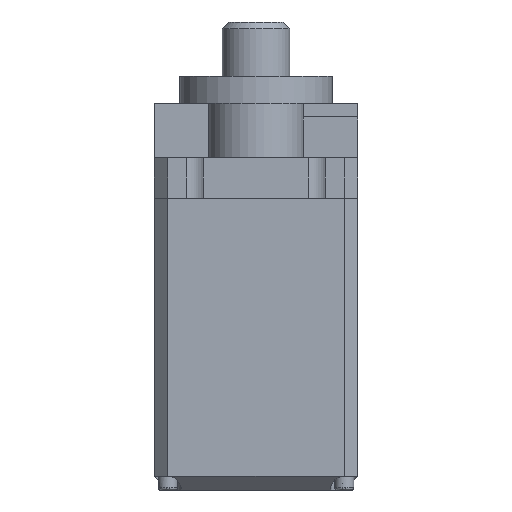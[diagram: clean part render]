
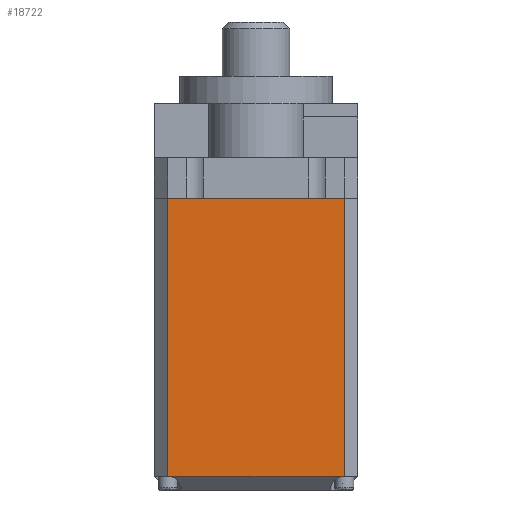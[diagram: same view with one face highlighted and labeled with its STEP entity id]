
A CAD part, front view. The second image highlights one B-rep face of the part: STEP entity #18722.
In plain terms, the highlighted planar face has unit normal (0, -1, 0).
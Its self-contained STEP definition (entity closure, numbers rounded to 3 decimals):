
#8762 = PLANE('',#8763);
#8763 = AXIS2_PLACEMENT_3D('',#8764,#8765,#8766);
#8764 = CARTESIAN_POINT('',(0.,-36.947,43.));
#8765 = DIRECTION('',(0.,0.,-1.));
#8766 = DIRECTION('',(-1.,0.,0.));
#8790 = PLANE('',#8791);
#8791 = AXIS2_PLACEMENT_3D('',#8792,#8793,#8794);
#8792 = CARTESIAN_POINT('',(13.986,-31.893,0.));
#8793 = DIRECTION('',(0.707,-0.707,0.));
#8794 = DIRECTION('',(0.,0.,-1.));
#14699 = VERTEX_POINT('',#14700);
#14700 = CARTESIAN_POINT('',(12.986,-32.893,2.));
#16069 = PLANE('',#16070);
#16070 = AXIS2_PLACEMENT_3D('',#16071,#16072,#16073);
#16071 = CARTESIAN_POINT('',(-13.986,-31.893,0.));
#16072 = DIRECTION('',(-0.707,-0.707,0.));
#16073 = DIRECTION('',(0.,0.,1.));
#16082 = VERTEX_POINT('',#16083);
#16083 = CARTESIAN_POINT('',(-12.986,-32.893,2.));
#16454 = PLANE('',#16455);
#16455 = AXIS2_PLACEMENT_3D('',#16456,#16457,#16458);
#16456 = CARTESIAN_POINT('',(7.493,-31.893,1.));
#16457 = DIRECTION('',(0.,-0.707,
    -0.707));
#16458 = DIRECTION('',(-1.,0.,0.));
#17338 = EDGE_CURVE('',#14699,#16082,#17339,.T.);
#17339 = SURFACE_CURVE('',#17340,(#17344,#17351),.PCURVE_S1.);
#17340 = LINE('',#17341,#17342);
#17341 = CARTESIAN_POINT('',(12.986,-32.893,2.));
#17342 = VECTOR('',#17343,1.);
#17343 = DIRECTION('',(-1.,0.,0.));
#17344 = PCURVE('',#16454,#17345);
#17345 = DEFINITIONAL_REPRESENTATION('',(#17346),#17350);
#17346 = LINE('',#17347,#17348);
#17347 = CARTESIAN_POINT('',(-5.493,-1.414));
#17348 = VECTOR('',#17349,1.);
#17349 = DIRECTION('',(1.,0.));
#17350 = ( GEOMETRIC_REPRESENTATION_CONTEXT(2) 
PARAMETRIC_REPRESENTATION_CONTEXT() REPRESENTATION_CONTEXT('2D SPACE',''
  ) );
#17351 = PCURVE('',#17352,#17357);
#17352 = PLANE('',#17353);
#17353 = AXIS2_PLACEMENT_3D('',#17354,#17355,#17356);
#17354 = CARTESIAN_POINT('',(14.986,-32.893,0.));
#17355 = DIRECTION('',(0.,-1.,0.));
#17356 = DIRECTION('',(0.,0.,-1.));
#17357 = DEFINITIONAL_REPRESENTATION('',(#17358),#17362);
#17358 = LINE('',#17359,#17360);
#17359 = CARTESIAN_POINT('',(-2.,-2.));
#17360 = VECTOR('',#17361,1.);
#17361 = DIRECTION('',(0.,-1.));
#17362 = ( GEOMETRIC_REPRESENTATION_CONTEXT(2) 
PARAMETRIC_REPRESENTATION_CONTEXT() REPRESENTATION_CONTEXT('2D SPACE',''
  ) );
#17584 = VERTEX_POINT('',#17585);
#17585 = CARTESIAN_POINT('',(12.986,-32.893,43.));
#17606 = EDGE_CURVE('',#17584,#14699,#17607,.T.);
#17607 = SURFACE_CURVE('',#17608,(#17612,#17619),.PCURVE_S1.);
#17608 = LINE('',#17609,#17610);
#17609 = CARTESIAN_POINT('',(12.986,-32.893,43.));
#17610 = VECTOR('',#17611,1.);
#17611 = DIRECTION('',(0.,0.,-1.));
#17612 = PCURVE('',#8790,#17613);
#17613 = DEFINITIONAL_REPRESENTATION('',(#17614),#17618);
#17614 = LINE('',#17615,#17616);
#17615 = CARTESIAN_POINT('',(-43.,-1.414));
#17616 = VECTOR('',#17617,1.);
#17617 = DIRECTION('',(1.,0.));
#17618 = ( GEOMETRIC_REPRESENTATION_CONTEXT(2) 
PARAMETRIC_REPRESENTATION_CONTEXT() REPRESENTATION_CONTEXT('2D SPACE',''
  ) );
#17619 = PCURVE('',#17352,#17620);
#17620 = DEFINITIONAL_REPRESENTATION('',(#17621),#17625);
#17621 = LINE('',#17622,#17623);
#17622 = CARTESIAN_POINT('',(-43.,-2.));
#17623 = VECTOR('',#17624,1.);
#17624 = DIRECTION('',(1.,0.));
#17625 = ( GEOMETRIC_REPRESENTATION_CONTEXT(2) 
PARAMETRIC_REPRESENTATION_CONTEXT() REPRESENTATION_CONTEXT('2D SPACE',''
  ) );
#17753 = VERTEX_POINT('',#17754);
#17754 = CARTESIAN_POINT('',(-12.986,-32.893,43.));
#17800 = EDGE_CURVE('',#16082,#17753,#17801,.T.);
#17801 = SURFACE_CURVE('',#17802,(#17806,#17813),.PCURVE_S1.);
#17802 = LINE('',#17803,#17804);
#17803 = CARTESIAN_POINT('',(-12.986,-32.893,2.));
#17804 = VECTOR('',#17805,1.);
#17805 = DIRECTION('',(0.,0.,1.));
#17806 = PCURVE('',#16069,#17807);
#17807 = DEFINITIONAL_REPRESENTATION('',(#17808),#17812);
#17808 = LINE('',#17809,#17810);
#17809 = CARTESIAN_POINT('',(2.,-1.414));
#17810 = VECTOR('',#17811,1.);
#17811 = DIRECTION('',(1.,0.));
#17812 = ( GEOMETRIC_REPRESENTATION_CONTEXT(2) 
PARAMETRIC_REPRESENTATION_CONTEXT() REPRESENTATION_CONTEXT('2D SPACE',''
  ) );
#17813 = PCURVE('',#17352,#17814);
#17814 = DEFINITIONAL_REPRESENTATION('',(#17815),#17819);
#17815 = LINE('',#17816,#17817);
#17816 = CARTESIAN_POINT('',(-2.,-27.972));
#17817 = VECTOR('',#17818,1.);
#17818 = DIRECTION('',(-1.,0.));
#17819 = ( GEOMETRIC_REPRESENTATION_CONTEXT(2) 
PARAMETRIC_REPRESENTATION_CONTEXT() REPRESENTATION_CONTEXT('2D SPACE',''
  ) );
#18253 = EDGE_CURVE('',#17584,#17753,#18254,.T.);
#18254 = SURFACE_CURVE('',#18255,(#18259,#18266),.PCURVE_S1.);
#18255 = LINE('',#18256,#18257);
#18256 = CARTESIAN_POINT('',(12.986,-32.893,43.));
#18257 = VECTOR('',#18258,1.);
#18258 = DIRECTION('',(-1.,0.,0.));
#18259 = PCURVE('',#8762,#18260);
#18260 = DEFINITIONAL_REPRESENTATION('',(#18261),#18265);
#18261 = LINE('',#18262,#18263);
#18262 = CARTESIAN_POINT('',(-12.986,4.054));
#18263 = VECTOR('',#18264,1.);
#18264 = DIRECTION('',(1.,0.));
#18265 = ( GEOMETRIC_REPRESENTATION_CONTEXT(2) 
PARAMETRIC_REPRESENTATION_CONTEXT() REPRESENTATION_CONTEXT('2D SPACE',''
  ) );
#18266 = PCURVE('',#17352,#18267);
#18267 = DEFINITIONAL_REPRESENTATION('',(#18268),#18272);
#18268 = LINE('',#18269,#18270);
#18269 = CARTESIAN_POINT('',(-43.,-2.));
#18270 = VECTOR('',#18271,1.);
#18271 = DIRECTION('',(0.,-1.));
#18272 = ( GEOMETRIC_REPRESENTATION_CONTEXT(2) 
PARAMETRIC_REPRESENTATION_CONTEXT() REPRESENTATION_CONTEXT('2D SPACE',''
  ) );
#18722 = ADVANCED_FACE('',(#18723),#17352,.T.);
#18723 = FACE_BOUND('',#18724,.T.);
#18724 = EDGE_LOOP('',(#18725,#18726,#18727,#18728));
#18725 = ORIENTED_EDGE('',*,*,#17606,.F.);
#18726 = ORIENTED_EDGE('',*,*,#18253,.T.);
#18727 = ORIENTED_EDGE('',*,*,#17800,.F.);
#18728 = ORIENTED_EDGE('',*,*,#17338,.F.);
